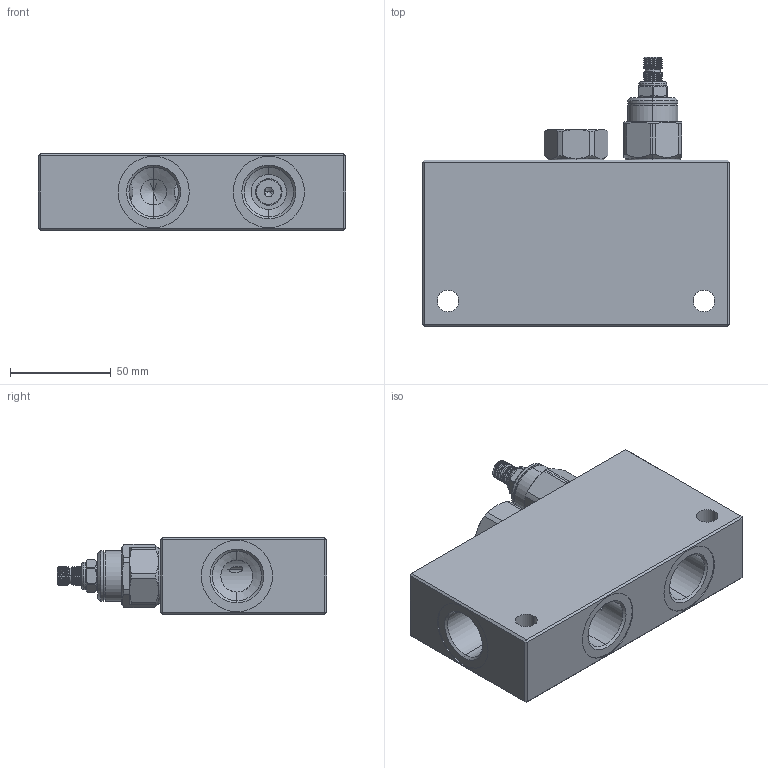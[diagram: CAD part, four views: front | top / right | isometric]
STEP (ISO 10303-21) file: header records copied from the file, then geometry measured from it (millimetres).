
FILE_DESCRIPTION (( 'STEP AP203' ), '1' );
FILE_NAME ('ML-100-GCC-2A3-G06-Z01.STEP', '2026-02-26T03:31:45', ( '' ), ( '' ), 'SwSTEP 2.0', 'SolidWorks 2018', '' );
FILE_SCHEMA (( 'CONFIG_CONTROL_DESIGN' ));
Length unit declared in the file: millimetre
Products named in the file (7): 6EF100GCCG06A001; ML-100-GCC-2A3-G06-Z01; 6GJE2E028; 7BACO002A30063-11; 6GJE2E003_ASSY; 6GL12A001_組合用; 6GFU12A005
Assembly tree (6 placements, depth 3):
  ML-100-GCC-2A3-G06-Z01
    6EF100GCCG06A001
    7BACO002A30063-11
      6GFU12A005
      6GJE2E028
      6GL12A001_組合用
    6GJE2E003_ASSY
Bounding box: 152.4 x 133.56 x 38.1 mm (x, y, z)
Volume: 49784.2 mm3; surface area: 87548.8 mm2
Topology: 4 solids, 6 shells, 1012 faces, 2651 edges, 1680 vertices
Faces by surface type: cylinder 409, plane 295, cone 156, bspline 106, torus 46
Entity records: 47963 total; most frequent: CARTESIAN_POINT 23262, ORIENTED_EDGE 5270, DIRECTION 4755, EDGE_CURVE 2637, AXIS2_PLACEMENT_3D 1757, VERTEX_POINT 1680, LINE 1241, VECTOR 1241
